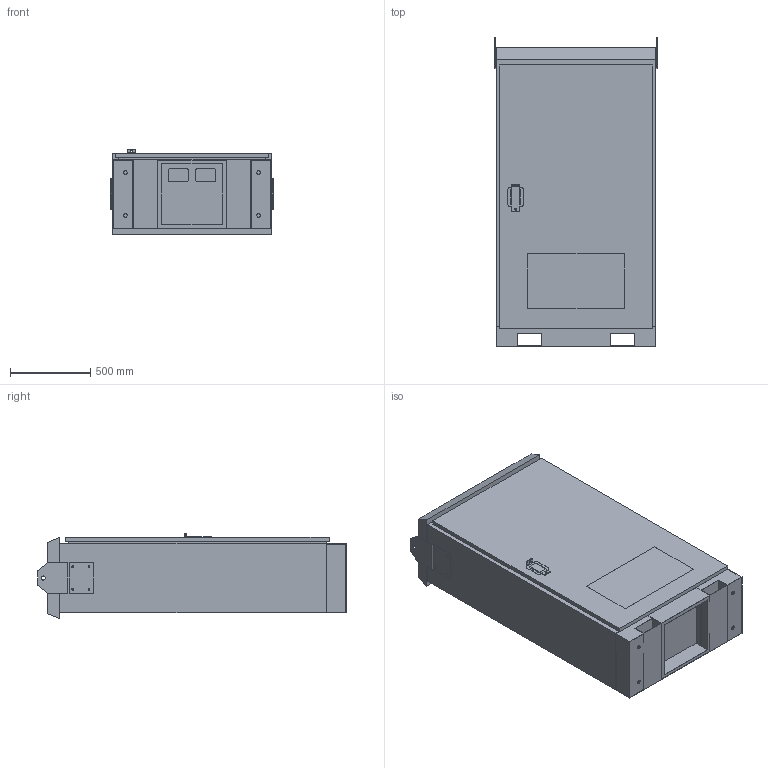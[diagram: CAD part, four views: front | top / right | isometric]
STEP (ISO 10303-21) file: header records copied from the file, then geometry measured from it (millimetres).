
FILE_DESCRIPTION (( 'STEP AP214' ), '1' );
FILE_NAME ('HEC.STEP', '2025-09-12T21:27:02', ( '' ), ( '' ), 'SwSTEP 2.0', 'SolidWorks 2016', '' );
FILE_SCHEMA (( 'AUTOMOTIVE_DESIGN' ));
Length unit declared in the file: inch
Products named in the file (5): HEC Item 1; HEC; 5007-033 Rev A; HEC Item 2; 5007-027
Assembly tree (5 placements, depth 2):
  HEC
    HEC Item 1
    HEC Item 2
    5007-027
    5007-033 Rev A  x2
Bounding box: 1016 x 1930.4 x 533.08 mm (x, y, z)
Volume: 811641290 mm3; surface area: 9212773.2 mm2
Topology: 5 solids, 5 shells, 197 faces, 496 edges, 328 vertices
Faces by surface type: plane 131, cylinder 66
Entity records: 5478 total; most frequent: DIRECTION 914, CARTESIAN_POINT 907, ORIENTED_EDGE 872, EDGE_CURVE 436, VECTOR 324, LINE 324, AXIS2_PLACEMENT_3D 295, VERTEX_POINT 288
